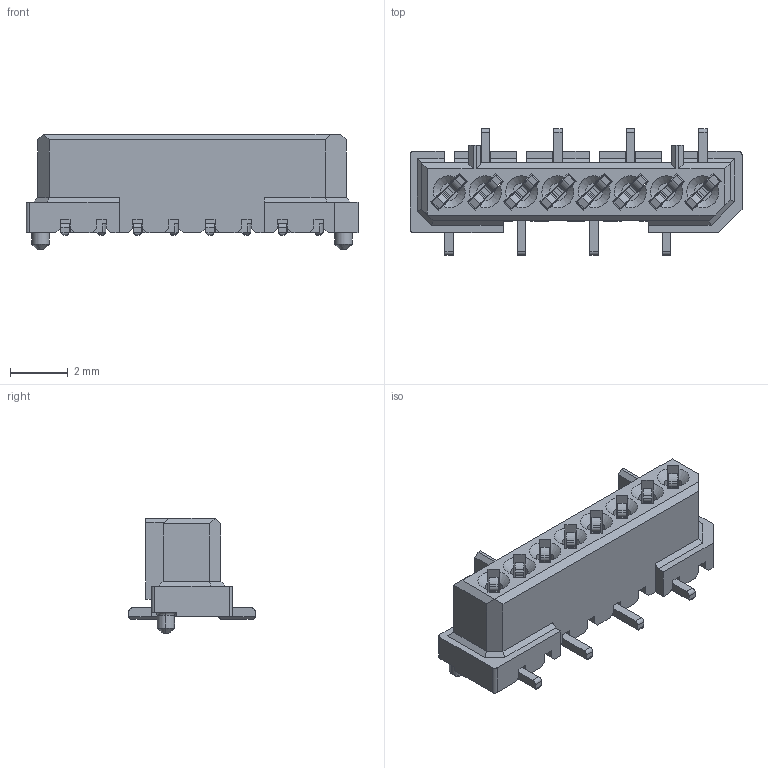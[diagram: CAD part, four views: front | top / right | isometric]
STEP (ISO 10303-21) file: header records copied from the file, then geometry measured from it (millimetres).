
FILE_DESCRIPTION( ('This file contains a STEP AP42 implementation' ,'as created by ZW3D STEP Interface translator.') ,'2;1' );
FILE_NAME( '3652-S008-034SNR06.stp' ,'241017.1443 5', (''), ('ZWCAD Software Co.'), 'Version 1.0', 'ZW3D to STEP translator', '' );
FILE_SCHEMA(('AUTOMOTIVE_DESIGN { 1 0 10303 214 1 1 1 1 }'));
Length unit declared in the file: millimetre
Products named in the file (4): 0; 3652-S008-034SNR06; G3652-S010_1; T3652-S_1
Assembly tree (9 placements, depth 2):
  0
  3652-S008-034SNR06
    G3652-S010_1
    T3652-S_1  x8
Bounding box: 11.45 x 4.35 x 4 mm (x, y, z)
Volume: 69.5 mm3; surface area: 341.2 mm2
Topology: 9 solids, 9 shells, 796 faces, 2197 edges, 1403 vertices
Faces by surface type: plane 539, cylinder 209, cone 36, sphere 8, torus 4
Entity records: 16025 total; most frequent: CARTESIAN_POINT 2954, ORIENTED_EDGE 2682, DIRECTION 2481, EDGE_CURVE 1341, VECTOR 1131, LINE 1131, VERTEX_POINT 850, AXIS2_PLACEMENT_3D 675
